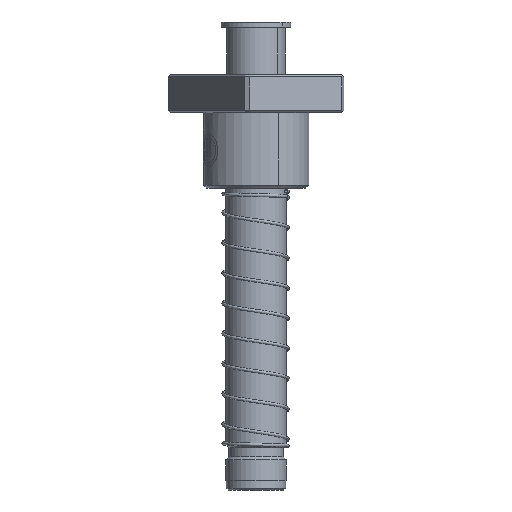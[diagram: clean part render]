
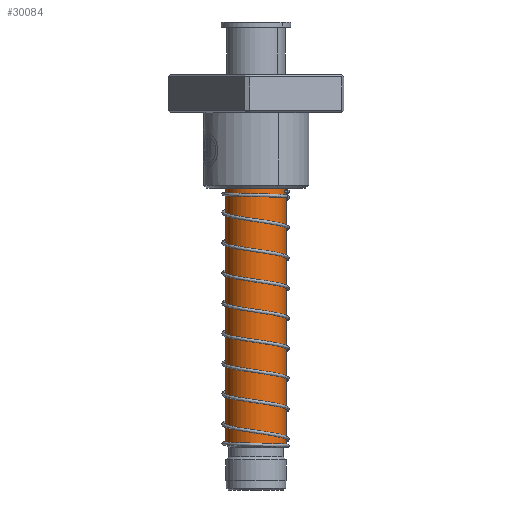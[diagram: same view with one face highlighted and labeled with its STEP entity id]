
A CAD part, front view. The second image highlights one B-rep face of the part: STEP entity #30084.
In plain terms, the highlighted cylindrical face has radius 16 mm (diameter 32 mm), a partial arc.
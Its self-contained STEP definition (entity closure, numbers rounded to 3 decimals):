
#1364 = CARTESIAN_POINT ( 'NONE',  ( 16., 0., 24. ) ) ;
#2094 = LINE ( 'NONE', #44155, #35477 ) ;
#2636 = DIRECTION ( 'NONE',  ( 1., 0., 0. ) ) ;
#2920 = ORIENTED_EDGE ( 'NONE', *, *, #25076, .F. ) ;
#3000 = CYLINDRICAL_SURFACE ( 'NONE', #41087, 16. ) ;
#3908 = EDGE_CURVE ( 'NONE', #9409, #9773, #28930, .T. ) ;
#3963 = CARTESIAN_POINT ( 'NONE',  ( -16., 0., 217.5 ) ) ;
#6825 = CARTESIAN_POINT ( 'NONE',  ( 0., 0., 217.5 ) ) ;
#7890 = AXIS2_PLACEMENT_3D ( 'NONE', #34648, #26224, #22347 ) ;
#9409 = VERTEX_POINT ( 'NONE', #3963 ) ;
#9773 = VERTEX_POINT ( 'NONE', #15726 ) ;
#10231 = EDGE_CURVE ( 'NONE', #31493, #9409, #43079, .T. ) ;
#12844 = CARTESIAN_POINT ( 'NONE',  ( -16., 0., 220. ) ) ;
#13014 = DIRECTION ( 'NONE',  ( 0., 0., -1. ) ) ;
#15583 = DIRECTION ( 'NONE',  ( -1., 0., 0. ) ) ;
#15726 = CARTESIAN_POINT ( 'NONE',  ( -16., 0., 24. ) ) ;
#16062 = FACE_OUTER_BOUND ( 'NONE', #17400, .T. ) ;
#16149 = DIRECTION ( 'NONE',  ( 0., 0., -1. ) ) ;
#17400 = EDGE_LOOP ( 'NONE', ( #34343, #21040, #24507, #2920 ) ) ;
#21040 = ORIENTED_EDGE ( 'NONE', *, *, #10231, .T. ) ;
#21940 = EDGE_CURVE ( 'NONE', #31493, #38037, #2094, .T. ) ;
#22347 = DIRECTION ( 'NONE',  ( -1., 0., 0. ) ) ;
#24507 = ORIENTED_EDGE ( 'NONE', *, *, #3908, .T. ) ;
#25076 = EDGE_CURVE ( 'NONE', #38037, #9773, #51028, .T. ) ;
#26224 = DIRECTION ( 'NONE',  ( 0., 0., -1. ) ) ;
#28930 = LINE ( 'NONE', #12844, #30846 ) ;
#30084 = ADVANCED_FACE ( 'NONE', ( #16062 ), #3000, .T. ) ;
#30846 = VECTOR ( 'NONE', #13014, 1000. ) ;
#31493 = VERTEX_POINT ( 'NONE', #34267 ) ;
#31902 = AXIS2_PLACEMENT_3D ( 'NONE', #6825, #40156, #2636 ) ;
#34267 = CARTESIAN_POINT ( 'NONE',  ( 16., 0., 217.5 ) ) ;
#34343 = ORIENTED_EDGE ( 'NONE', *, *, #21940, .F. ) ;
#34648 = CARTESIAN_POINT ( 'NONE',  ( 0., 0., 24. ) ) ;
#35477 = VECTOR ( 'NONE', #16149, 1000. ) ;
#38037 = VERTEX_POINT ( 'NONE', #1364 ) ;
#40156 = DIRECTION ( 'NONE',  ( 0., 0., -1. ) ) ;
#40667 = DIRECTION ( 'NONE',  ( 0., 0., -1. ) ) ;
#41087 = AXIS2_PLACEMENT_3D ( 'NONE', #44708, #40667, #15583 ) ;
#43079 = CIRCLE ( 'NONE', #31902, 16. ) ;
#44155 = CARTESIAN_POINT ( 'NONE',  ( 16., 0., 220. ) ) ;
#44708 = CARTESIAN_POINT ( 'NONE',  ( 0., 0., 220. ) ) ;
#51028 = CIRCLE ( 'NONE', #7890, 16. ) ;
